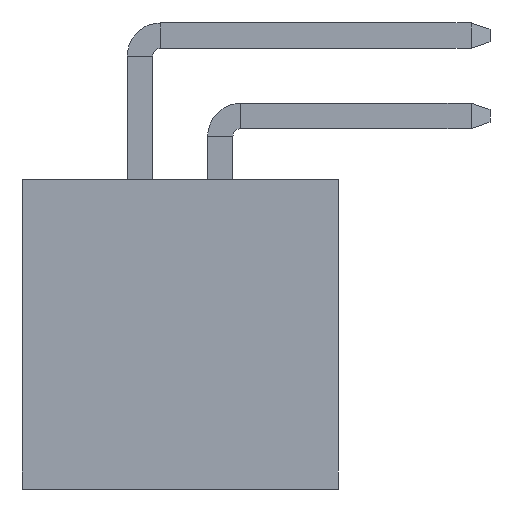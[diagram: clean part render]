
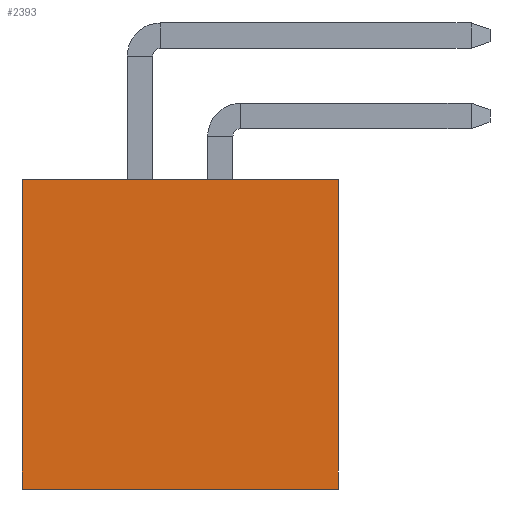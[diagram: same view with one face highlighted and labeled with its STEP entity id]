
A CAD part, front view. The second image highlights one B-rep face of the part: STEP entity #2393.
In plain terms, the highlighted planar face has unit normal (0, -1, 0).
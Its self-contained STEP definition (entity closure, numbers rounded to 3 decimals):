
#2=DIRECTION('',(0.,0.,1.));
#3=VECTOR('',#2,4.9);
#4=CARTESIAN_POINT('',(-2.5,-7.62,-2.45));
#5=LINE('',#4,#3);
#6=DIRECTION('',(1.,0.,0.));
#7=VECTOR('',#6,5.);
#8=CARTESIAN_POINT('',(-2.5,-7.62,2.45));
#9=LINE('',#8,#7);
#10=DIRECTION('',(0.,0.,-1.));
#11=VECTOR('',#10,4.9);
#12=CARTESIAN_POINT('',(2.5,-7.62,2.45));
#13=LINE('',#12,#11);
#14=DIRECTION('',(-1.,0.,0.));
#15=VECTOR('',#14,5.);
#16=CARTESIAN_POINT('',(2.5,-7.62,-2.45));
#17=LINE('',#16,#15);
#1814=CARTESIAN_POINT('',(-2.5,-7.62,-2.45));
#1815=CARTESIAN_POINT('',(-2.5,-7.62,2.45));
#1816=VERTEX_POINT('',#1814);
#1817=VERTEX_POINT('',#1815);
#1818=CARTESIAN_POINT('',(2.5,-7.62,2.45));
#1819=VERTEX_POINT('',#1818);
#1820=CARTESIAN_POINT('',(2.5,-7.62,-2.45));
#1821=VERTEX_POINT('',#1820);
#2378=CARTESIAN_POINT('',(0.,-7.62,0.));
#2379=DIRECTION('',(0.,1.,0.));
#2380=DIRECTION('',(1.,0.,0.));
#2381=AXIS2_PLACEMENT_3D('',#2378,#2379,#2380);
#2382=PLANE('',#2381);
#2384=ORIENTED_EDGE('',*,*,#2383,.T.);
#2386=ORIENTED_EDGE('',*,*,#2385,.T.);
#2388=ORIENTED_EDGE('',*,*,#2387,.T.);
#2390=ORIENTED_EDGE('',*,*,#2389,.T.);
#2391=EDGE_LOOP('',(#2384,#2386,#2388,#2390));
#2392=FACE_OUTER_BOUND('',#2391,.F.);
#2393=ADVANCED_FACE('',(#2392),#2382,.F.);
#2383=EDGE_CURVE('',#1816,#1817,#5,.T.);
#2385=EDGE_CURVE('',#1817,#1819,#9,.T.);
#2387=EDGE_CURVE('',#1819,#1821,#13,.T.);
#2389=EDGE_CURVE('',#1821,#1816,#17,.T.);
